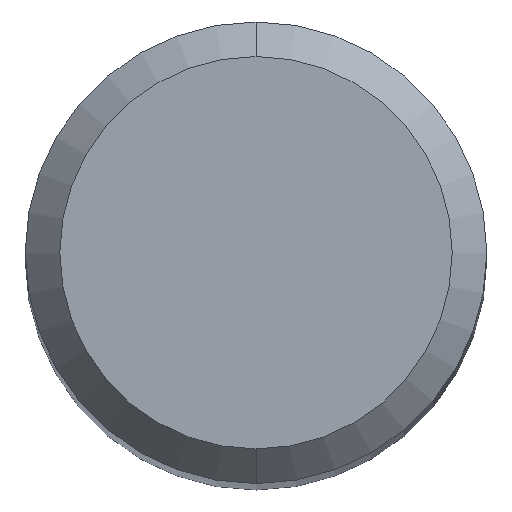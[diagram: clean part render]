
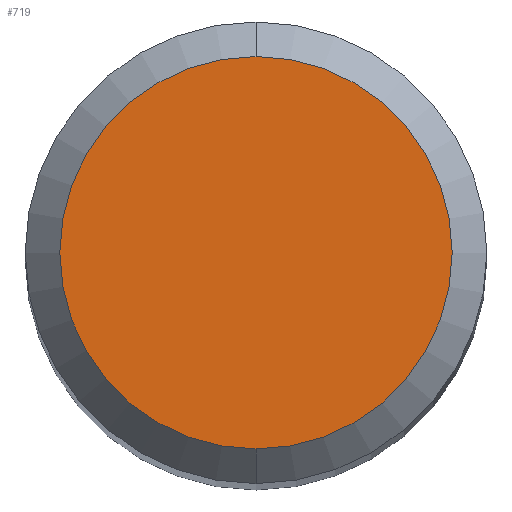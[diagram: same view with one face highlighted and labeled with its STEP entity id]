
A CAD part, top view. The second image highlights one B-rep face of the part: STEP entity #719.
In plain terms, the highlighted planar face has unit normal (0, 0, 1).
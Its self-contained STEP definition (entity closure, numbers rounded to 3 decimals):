
#527=VERTEX_POINT('',#1386);
#555=EDGE_CURVE('',#527,#1205,#1417,.T.);
#719=ADVANCED_FACE('',(#1593),#1594,.T.);
#1107=EDGE_CURVE('',#1205,#527,#2016,.T.);
#1205=VERTEX_POINT('',#2124);
#1386=CARTESIAN_POINT('',(0.0,1.7,0.0));
#1417=CIRCLE('',#2997,1.7);
#1593=FACE_OUTER_BOUND('',#4043,.T.);
#1594=PLANE('',#4044);
#2016=CIRCLE('',#5752,1.7);
#2124=CARTESIAN_POINT('',(0.,-1.7,0.0));
#2997=AXIS2_PLACEMENT_3D('',#6512,#6513,#6514);
#4043=EDGE_LOOP('',(#6684,#6685));
#4044=AXIS2_PLACEMENT_3D('',#6686,#6687,#6688);
#5752=AXIS2_PLACEMENT_3D('',#7132,#7133,#7134);
#6512=CARTESIAN_POINT('',(0.0,0.0,0.0));
#6513=DIRECTION('',(0.0,0.0,-1.0));
#6514=DIRECTION('',(0.0,1.0,0.0));
#6684=ORIENTED_EDGE('',*,*,#555,.F.);
#6685=ORIENTED_EDGE('',*,*,#1107,.F.);
#6686=CARTESIAN_POINT('',(0.0,0.85,0.0));
#6687=DIRECTION('',(-0.0,0.0,1.0));
#6688=DIRECTION('',(0.0,-1.0,0.0));
#7132=CARTESIAN_POINT('',(0.0,0.0,0.0));
#7133=DIRECTION('',(0.0,0.0,-1.0));
#7134=DIRECTION('',(0.0,1.0,0.0));
